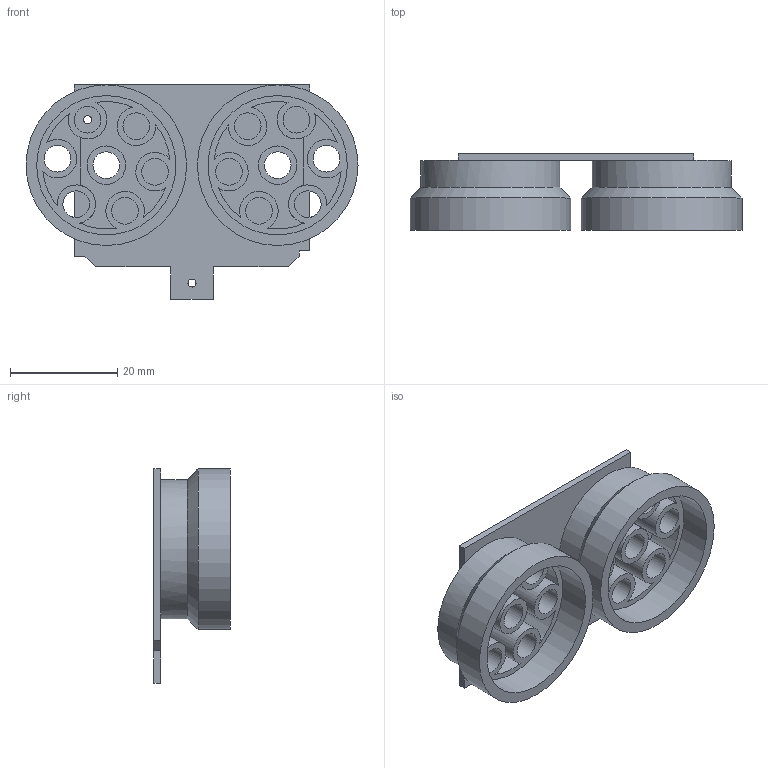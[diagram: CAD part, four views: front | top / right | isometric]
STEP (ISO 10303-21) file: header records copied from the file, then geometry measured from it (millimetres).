
FILE_DESCRIPTION(/* description */ (''),/* implementation_level */ '2;1');
FILE_NAME(/* name */ 'Backplate v11.step',/* time_stamp */ '2024-02-12T16:39:43+01:00',/* author */ (''),/* organization */ (''),/* preprocessor_version */ 'ST-DEVELOPER v20',/* originating_system */ 'Autodesk Translation Framework v12.20.1.177',/* authorisation */ '');
FILE_SCHEMA (('AUTOMOTIVE_DESIGN { 1 0 10303 214 3 1 1 }'));
Length unit declared in the file: millimetre
Products named in the file (1): Backplate
Bounding box: 62 x 14.26 x 40 mm (x, y, z)
Volume: 7362.2 mm3; surface area: 11169.9 mm2
Topology: 1 solids, 1 shells, 93 faces, 228 edges, 147 vertices
Faces by surface type: cylinder 48, plane 43, cone 2
Full cylindrical faces by diameter (mm): 1.5 x2, 5 x14, 7.2 x2, 26 x4, 30 x2
Entity records: 2844 total; most frequent: DIRECTION 529, CARTESIAN_POINT 469, ORIENTED_EDGE 456, EDGE_CURVE 228, AXIS2_PLACEMENT_3D 207, VERTEX_POINT 147, EDGE_LOOP 121, LINE 115
